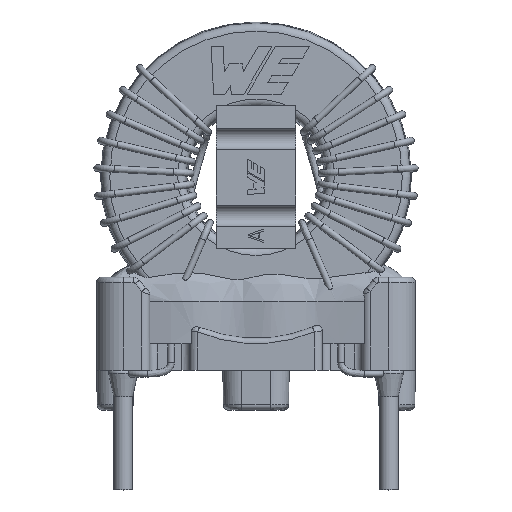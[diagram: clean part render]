
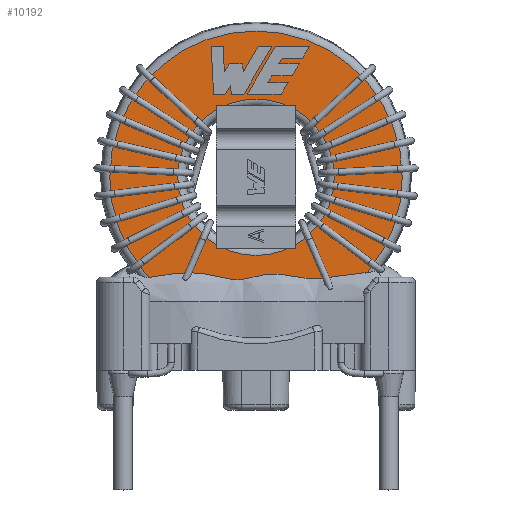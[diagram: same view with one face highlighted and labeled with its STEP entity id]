
A CAD part, top view. The second image highlights one B-rep face of the part: STEP entity #10192.
In plain terms, the highlighted face is planar.
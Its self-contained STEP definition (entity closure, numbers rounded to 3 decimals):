
#706=LINE('',#16476,#1200);
#709=LINE('',#16482,#1203);
#712=LINE('',#16488,#1206);
#715=LINE('',#16494,#1209);
#718=LINE('',#16500,#1212);
#721=LINE('',#16506,#1215);
#724=LINE('',#16512,#1218);
#727=LINE('',#16518,#1221);
#730=LINE('',#16524,#1224);
#733=LINE('',#16530,#1227);
#736=LINE('',#16536,#1230);
#738=LINE('',#16539,#1232);
#754=LINE('',#16573,#1248);
#756=LINE('',#16577,#1250);
#758=LINE('',#16581,#1252);
#760=LINE('',#16585,#1254);
#762=LINE('',#16589,#1256);
#764=LINE('',#16593,#1258);
#766=LINE('',#16597,#1260);
#768=LINE('',#16601,#1262);
#770=LINE('',#16605,#1264);
#772=LINE('',#16609,#1266);
#774=LINE('',#16613,#1268);
#776=LINE('',#16617,#1270);
#777=LINE('',#16619,#1271);
#1200=VECTOR('',#12469,1000.);
#1203=VECTOR('',#12474,1000.);
#1206=VECTOR('',#12479,1000.);
#1209=VECTOR('',#12484,1000.);
#1212=VECTOR('',#12489,1000.);
#1215=VECTOR('',#12494,1000.);
#1218=VECTOR('',#12499,1000.);
#1221=VECTOR('',#12504,1000.);
#1224=VECTOR('',#12509,1000.);
#1227=VECTOR('',#12514,1000.);
#1230=VECTOR('',#12519,1000.);
#1232=VECTOR('',#12523,1000.);
#1248=VECTOR('',#12545,1000.);
#1250=VECTOR('',#12549,1000.);
#1252=VECTOR('',#12553,1000.);
#1254=VECTOR('',#12557,1000.);
#1256=VECTOR('',#12561,1000.);
#1258=VECTOR('',#12565,1000.);
#1260=VECTOR('',#12569,1000.);
#1262=VECTOR('',#12573,1000.);
#1264=VECTOR('',#12577,1000.);
#1266=VECTOR('',#12581,1000.);
#1268=VECTOR('',#12585,1000.);
#1270=VECTOR('',#12589,1000.);
#1271=VECTOR('',#12592,1000.);
#1614=PLANE('',#11006);
#2661=ORIENTED_EDGE('',*,*,#4642,.F.);
#2662=ORIENTED_EDGE('',*,*,#4639,.F.);
#2663=ORIENTED_EDGE('',*,*,#4636,.F.);
#2664=ORIENTED_EDGE('',*,*,#4633,.F.);
#2665=ORIENTED_EDGE('',*,*,#4630,.F.);
#2666=ORIENTED_EDGE('',*,*,#4627,.F.);
#2667=ORIENTED_EDGE('',*,*,#4624,.F.);
#2668=ORIENTED_EDGE('',*,*,#4621,.F.);
#2669=ORIENTED_EDGE('',*,*,#4618,.F.);
#2670=ORIENTED_EDGE('',*,*,#4615,.F.);
#2671=ORIENTED_EDGE('',*,*,#4612,.F.);
#2672=ORIENTED_EDGE('',*,*,#4644,.F.);
#2673=ORIENTED_EDGE('',*,*,#4682,.F.);
#2674=ORIENTED_EDGE('',*,*,#4680,.F.);
#2675=ORIENTED_EDGE('',*,*,#4678,.F.);
#2676=ORIENTED_EDGE('',*,*,#4676,.F.);
#2677=ORIENTED_EDGE('',*,*,#4674,.F.);
#2678=ORIENTED_EDGE('',*,*,#4672,.F.);
#2679=ORIENTED_EDGE('',*,*,#4670,.F.);
#2680=ORIENTED_EDGE('',*,*,#4668,.F.);
#2681=ORIENTED_EDGE('',*,*,#4666,.F.);
#2682=ORIENTED_EDGE('',*,*,#4664,.F.);
#2683=ORIENTED_EDGE('',*,*,#4662,.F.);
#2684=ORIENTED_EDGE('',*,*,#4660,.F.);
#2685=ORIENTED_EDGE('',*,*,#4683,.F.);
#2686=ORIENTED_EDGE('',*,*,#4687,.T.);
#2687=ORIENTED_EDGE('',*,*,#4686,.T.);
#4612=EDGE_CURVE('',#5700,#5697,#706,.T.);
#4615=EDGE_CURVE('',#5697,#5701,#709,.T.);
#4618=EDGE_CURVE('',#5701,#5703,#712,.T.);
#4621=EDGE_CURVE('',#5703,#5705,#715,.T.);
#4624=EDGE_CURVE('',#5705,#5707,#718,.T.);
#4627=EDGE_CURVE('',#5707,#5709,#721,.T.);
#4630=EDGE_CURVE('',#5709,#5711,#724,.T.);
#4633=EDGE_CURVE('',#5711,#5713,#727,.T.);
#4636=EDGE_CURVE('',#5713,#5715,#730,.T.);
#4639=EDGE_CURVE('',#5715,#5717,#733,.T.);
#4642=EDGE_CURVE('',#5717,#5719,#736,.T.);
#4644=EDGE_CURVE('',#5719,#5700,#738,.T.);
#4660=EDGE_CURVE('',#5735,#5734,#754,.T.);
#4662=EDGE_CURVE('',#5734,#5736,#756,.T.);
#4664=EDGE_CURVE('',#5736,#5737,#758,.T.);
#4666=EDGE_CURVE('',#5737,#5738,#760,.T.);
#4668=EDGE_CURVE('',#5738,#5739,#762,.T.);
#4670=EDGE_CURVE('',#5739,#5740,#764,.T.);
#4672=EDGE_CURVE('',#5740,#5741,#766,.T.);
#4674=EDGE_CURVE('',#5741,#5742,#768,.T.);
#4676=EDGE_CURVE('',#5742,#5743,#770,.T.);
#4678=EDGE_CURVE('',#5743,#5744,#772,.T.);
#4680=EDGE_CURVE('',#5744,#5745,#774,.T.);
#4682=EDGE_CURVE('',#5745,#5746,#776,.T.);
#4683=EDGE_CURVE('',#5746,#5735,#777,.T.);
#4686=EDGE_CURVE('',#5749,#5749,#6479,.T.);
#4687=EDGE_CURVE('',#5750,#5750,#6480,.T.);
#5697=VERTEX_POINT('',#16470);
#5700=VERTEX_POINT('',#16475);
#5701=VERTEX_POINT('',#16479);
#5703=VERTEX_POINT('',#16485);
#5705=VERTEX_POINT('',#16491);
#5707=VERTEX_POINT('',#16497);
#5709=VERTEX_POINT('',#16503);
#5711=VERTEX_POINT('',#16509);
#5713=VERTEX_POINT('',#16515);
#5715=VERTEX_POINT('',#16521);
#5717=VERTEX_POINT('',#16527);
#5719=VERTEX_POINT('',#16533);
#5734=VERTEX_POINT('',#16570);
#5735=VERTEX_POINT('',#16572);
#5736=VERTEX_POINT('',#16576);
#5737=VERTEX_POINT('',#16580);
#5738=VERTEX_POINT('',#16584);
#5739=VERTEX_POINT('',#16588);
#5740=VERTEX_POINT('',#16592);
#5741=VERTEX_POINT('',#16596);
#5742=VERTEX_POINT('',#16600);
#5743=VERTEX_POINT('',#16604);
#5744=VERTEX_POINT('',#16608);
#5745=VERTEX_POINT('',#16612);
#5746=VERTEX_POINT('',#16616);
#5749=VERTEX_POINT('',#16627);
#5750=VERTEX_POINT('',#16630);
#6479=CIRCLE('',#11005,5.505);
#6480=CIRCLE('',#11007,2.945);
#7038=EDGE_LOOP('',(#2661,#2662,#2663,#2664,#2665,#2666,#2667,#2668,#2669,
#2670,#2671,#2672));
#7039=EDGE_LOOP('',(#2673,#2674,#2675,#2676,#2677,#2678,#2679,#2680,#2681,
#2682,#2683,#2684,#2685));
#7040=EDGE_LOOP('',(#2686));
#7041=EDGE_LOOP('',(#2687));
#7915=FACE_BOUND('',#7038,.T.);
#7916=FACE_BOUND('',#7039,.T.);
#7917=FACE_BOUND('',#7040,.T.);
#7918=FACE_BOUND('',#7041,.T.);
#10192=ADVANCED_FACE('',(#7915,#7916,#7917,#7918),#1614,.T.);
#11005=AXIS2_PLACEMENT_3D('',#16626,#12601,#12602);
#11006=AXIS2_PLACEMENT_3D('',#16628,#12603,#12604);
#11007=AXIS2_PLACEMENT_3D('',#16629,#12605,#12606);
#12469=DIRECTION('',(-1.,0.,0.));
#12474=DIRECTION('',(0.52,0.,-0.854));
#12479=DIRECTION('',(1.,0.,0.));
#12484=DIRECTION('',(0.507,0.,-0.862));
#12489=DIRECTION('',(-1.,0.,0.));
#12494=DIRECTION('',(-0.504,0.,0.864));
#12499=DIRECTION('',(1.,0.,0.));
#12504=DIRECTION('',(0.509,0.,-0.861));
#12509=DIRECTION('',(-1.,0.,0.));
#12514=DIRECTION('',(0.507,0.,-0.862));
#12519=DIRECTION('',(1.,0.,0.));
#12523=DIRECTION('',(0.505,0.,-0.863));
#12545=DIRECTION('',(-1.,0.,0.));
#12549=DIRECTION('',(-0.583,0.,0.812));
#12553=DIRECTION('',(-0.047,0.,-0.999));
#12557=DIRECTION('',(-1.,0.,0.));
#12561=DIRECTION('',(0.052,0.,0.999));
#12565=DIRECTION('',(1.,0.,0.));
#12569=DIRECTION('',(0.551,0.,-0.834));
#12573=DIRECTION('',(0.141,0.,0.99));
#12577=DIRECTION('',(1.,0.,0.));
#12581=DIRECTION('',(0.506,0.,-0.863));
#12585=DIRECTION('',(-1.,0.,0.));
#12589=DIRECTION('',(-0.512,0.,0.859));
#12592=DIRECTION('',(-0.171,0.,-0.985));
#12601=DIRECTION('',(0.,1.,0.));
#12602=DIRECTION('',(1.,0.,0.));
#12603=DIRECTION('',(0.,1.,0.));
#12604=DIRECTION('',(-1.,0.,0.));
#12605=DIRECTION('',(0.,-1.,0.));
#12606=DIRECTION('',(-1.,0.,0.));
#16470=CARTESIAN_POINT('',(0.863,2.9,-4.27));
#16475=CARTESIAN_POINT('',(1.622,2.9,-4.27));
#16476=CARTESIAN_POINT('',(1.622,2.9,-4.27));
#16479=CARTESIAN_POINT('',(0.99,2.9,-4.479));
#16482=CARTESIAN_POINT('',(0.863,2.9,-4.27));
#16485=CARTESIAN_POINT('',(1.747,2.9,-4.479));
#16488=CARTESIAN_POINT('',(0.99,2.9,-4.479));
#16491=CARTESIAN_POINT('',(2.01,2.9,-4.927));
#16494=CARTESIAN_POINT('',(1.747,2.9,-4.479));
#16497=CARTESIAN_POINT('',(0.724,2.9,-4.927));
#16500=CARTESIAN_POINT('',(2.01,2.9,-4.927));
#16503=CARTESIAN_POINT('',(-0.325,2.9,-3.127));
#16506=CARTESIAN_POINT('',(0.724,2.9,-4.927));
#16509=CARTESIAN_POINT('',(0.95,2.9,-3.127));
#16512=CARTESIAN_POINT('',(-0.325,2.9,-3.127));
#16515=CARTESIAN_POINT('',(1.209,2.9,-3.566));
#16518=CARTESIAN_POINT('',(0.95,2.9,-3.127));
#16521=CARTESIAN_POINT('',(0.447,2.9,-3.566));
#16524=CARTESIAN_POINT('',(1.209,2.9,-3.566));
#16527=CARTESIAN_POINT('',(0.598,2.9,-3.822));
#16530=CARTESIAN_POINT('',(0.447,2.9,-3.566));
#16533=CARTESIAN_POINT('',(1.36,2.9,-3.822));
#16536=CARTESIAN_POINT('',(0.598,2.9,-3.822));
#16539=CARTESIAN_POINT('',(1.36,2.9,-3.822));
#16570=CARTESIAN_POINT('',(-0.993,2.9,-4.27));
#16572=CARTESIAN_POINT('',(-0.524,2.9,-4.27));
#16573=CARTESIAN_POINT('',(-0.524,2.9,-4.27));
#16576=CARTESIAN_POINT('',(-1.192,2.9,-3.993));
#16577=CARTESIAN_POINT('',(-0.993,2.9,-4.27));
#16580=CARTESIAN_POINT('',(-1.236,2.9,-4.927));
#16581=CARTESIAN_POINT('',(-1.192,2.9,-3.993));
#16584=CARTESIAN_POINT('',(-1.689,2.9,-4.927));
#16585=CARTESIAN_POINT('',(-1.236,2.9,-4.927));
#16588=CARTESIAN_POINT('',(-1.595,2.9,-3.127));
#16589=CARTESIAN_POINT('',(-1.689,2.9,-4.927));
#16592=CARTESIAN_POINT('',(-1.17,2.9,-3.127));
#16593=CARTESIAN_POINT('',(-1.595,2.9,-3.127));
#16596=CARTESIAN_POINT('',(-0.965,2.9,-3.436));
#16597=CARTESIAN_POINT('',(-1.17,2.9,-3.127));
#16600=CARTESIAN_POINT('',(-0.921,2.9,-3.127));
#16601=CARTESIAN_POINT('',(-0.965,2.9,-3.436));
#16604=CARTESIAN_POINT('',(-0.457,2.9,-3.127));
#16605=CARTESIAN_POINT('',(-0.921,2.9,-3.127));
#16608=CARTESIAN_POINT('',(0.597,2.9,-4.927));
#16609=CARTESIAN_POINT('',(-0.457,2.9,-3.127));
#16612=CARTESIAN_POINT('',(0.089,2.9,-4.927));
#16613=CARTESIAN_POINT('',(0.597,2.9,-4.927));
#16616=CARTESIAN_POINT('',(-0.474,2.9,-3.982));
#16617=CARTESIAN_POINT('',(0.089,2.9,-4.927));
#16619=CARTESIAN_POINT('',(-0.474,2.9,-3.982));
#16626=CARTESIAN_POINT('',(0.,2.9,0.));
#16627=CARTESIAN_POINT('',(5.505,2.9,0.));
#16628=CARTESIAN_POINT('',(0.,2.9,0.));
#16629=CARTESIAN_POINT('',(0.,2.9,0.));
#16630=CARTESIAN_POINT('',(-2.945,2.9,0.));
